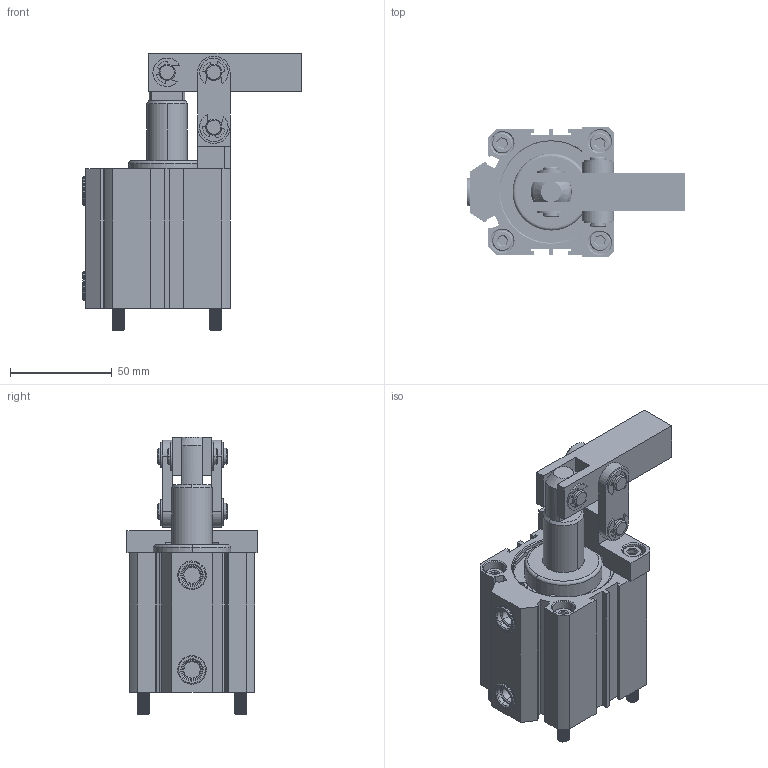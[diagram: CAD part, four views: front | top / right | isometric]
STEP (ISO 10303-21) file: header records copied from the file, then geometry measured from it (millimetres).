
FILE_DESCRIPTION (( 'STEP AP214' ), '1' );
FILE_NAME ('CALC-MS50杠杆空压缸三维图.STEP', '2019-04-14T07:33:18', ( '' ), ( '' ), 'SwSTEP 2.0', 'SolidWorks 2016', '' );
FILE_SCHEMA (( 'AUTOMOTIVE_DESIGN' ));
Length unit declared in the file: millimetre
Products named in the file (15): 1x4黑芛MS50; 葩璃 M652; 2000; ヶ裔50MS; lianggan; dyuan; 50MSHUOSAI; changka; 綴裔_1; CALC-MS50杠杆空压缸三维图; 縐11; cang; YABI; 掛极50ms; M650
Assembly tree (25 placements, depth 2):
  CALC-MS50杠杆空压缸三维图
    綴裔_1
    changka  x6
    50MSHUOSAI
    dyuan
    lianggan  x2
    ヶ裔50MS
    2000
    葩璃 M652  x2
    1x4黑芛MS50  x2
    M650  x2
    掛极50ms
    YABI
    cang  x2
    縐11  x2
Bounding box: 107.5 x 64 x 136.78 mm (x, y, z)
Volume: 209730.2 mm3; surface area: 94952.3 mm2
Topology: 21 solids, 25 shells, 1054 faces, 2764 edges, 1795 vertices
Faces by surface type: cylinder 660, plane 270, cone 82, bspline 30, torus 12
Entity records: 42913 total; most frequent: CARTESIAN_POINT 27497, ORIENTED_EDGE 3334, DIRECTION 2829, EDGE_CURVE 1669, VERTEX_POINT 1080, AXIS2_PLACEMENT_3D 1031, LINE 767, VECTOR 767
